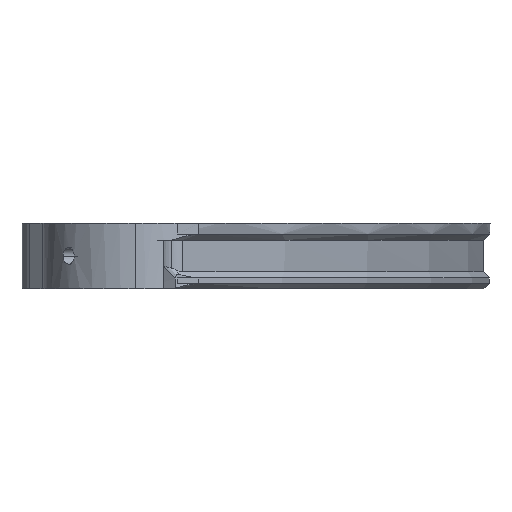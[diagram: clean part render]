
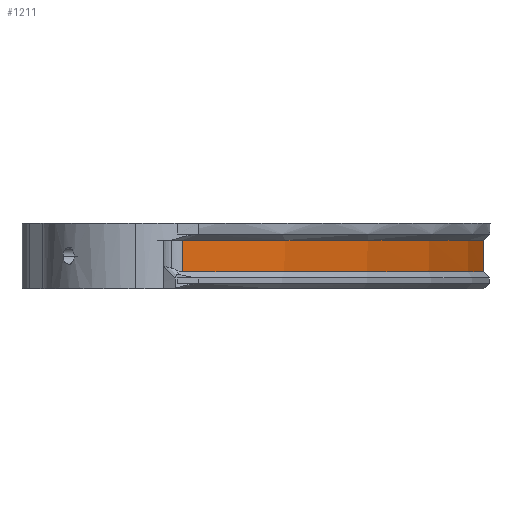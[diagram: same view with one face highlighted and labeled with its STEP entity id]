
A CAD part, front view. The second image highlights one B-rep face of the part: STEP entity #1211.
In plain terms, the highlighted cylindrical face has radius 178.9 mm (diameter 357.8 mm), a partial arc.
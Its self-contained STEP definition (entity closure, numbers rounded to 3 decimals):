
#64 = CARTESIAN_POINT ( 'NONE',  ( 108.454, 138.764, -3.584 ) ) ;
#300 = VERTEX_POINT ( 'NONE', #1432 ) ;
#356 = LINE ( 'NONE', #3326, #1962 ) ;
#376 = ORIENTED_EDGE ( 'NONE', *, *, #4083, .T. ) ;
#452 = EDGE_LOOP ( 'NONE', ( #2699, #376, #1689, #818, #2436, #4092 ) ) ;
#501 = DIRECTION ( 'NONE',  ( 0., 1., 0. ) ) ;
#594 = CARTESIAN_POINT ( 'NONE',  ( 0., -3.513, 1.416 ) ) ;
#621 = EDGE_CURVE ( 'NONE', #300, #3924, #3839, .T. ) ;
#648 = AXIS2_PLACEMENT_3D ( 'NONE', #594, #962, #1676 ) ;
#713 = FACE_OUTER_BOUND ( 'NONE', #452, .T. ) ;
#798 = CARTESIAN_POINT ( 'NONE',  ( 130.741, 118.601, -1.484 ) ) ;
#818 = ORIENTED_EDGE ( 'NONE', *, *, #2590, .T. ) ;
#825 = DIRECTION ( 'NONE',  ( 0., 0., -1. ) ) ;
#962 = DIRECTION ( 'NONE',  ( 0., 0., -1. ) ) ;
#1167 = CARTESIAN_POINT ( 'NONE',  ( 123.997, -132.471, -3.584 ) ) ;
#1203 = VERTEX_POINT ( 'NONE', #798 ) ;
#1211 = ADVANCED_FACE ( 'NONE', ( #713 ), #1855, .T. ) ;
#1324 = CARTESIAN_POINT ( 'NONE',  ( 0., -3.513, 4.316 ) ) ;
#1346 = CIRCLE ( 'NONE', #648, 178.9 ) ;
#1396 = EDGE_CURVE ( 'NONE', #2410, #300, #3612, .T. ) ;
#1407 = DIRECTION ( 'NONE',  ( 0., 0., 1. ) ) ;
#1432 = CARTESIAN_POINT ( 'NONE',  ( 123.997, -132.471, 4.316 ) ) ;
#1439 = VECTOR ( 'NONE', #1407, 1000. ) ;
#1452 = AXIS2_PLACEMENT_3D ( 'NONE', #2910, #4223, #1470 ) ;
#1470 = DIRECTION ( 'NONE',  ( 0., 1., 0. ) ) ;
#1562 = EDGE_CURVE ( 'NONE', #4066, #4282, #1346, .T. ) ;
#1567 = AXIS2_PLACEMENT_3D ( 'NONE', #3868, #825, #501 ) ;
#1619 = CARTESIAN_POINT ( 'NONE',  ( 108.454, 138.764, 1.416 ) ) ;
#1676 = DIRECTION ( 'NONE',  ( 0., 1., 0. ) ) ;
#1689 = ORIENTED_EDGE ( 'NONE', *, *, #1562, .F. ) ;
#1855 = CYLINDRICAL_SURFACE ( 'NONE', #1567, 178.9 ) ;
#1959 = DIRECTION ( 'NONE',  ( 0., 1., 0. ) ) ;
#1962 = VECTOR ( 'NONE', #1996, 1000. ) ;
#1996 = DIRECTION ( 'NONE',  ( 0., 0., 1. ) ) ;
#2148 = CARTESIAN_POINT ( 'NONE',  ( 130.741, 118.601, 1.416 ) ) ;
#2410 = VERTEX_POINT ( 'NONE', #2689 ) ;
#2436 = ORIENTED_EDGE ( 'NONE', *, *, #621, .F. ) ;
#2590 = EDGE_CURVE ( 'NONE', #4066, #3924, #3426, .T. ) ;
#2689 = CARTESIAN_POINT ( 'NONE',  ( 123.997, -132.471, -1.484 ) ) ;
#2699 = ORIENTED_EDGE ( 'NONE', *, *, #3660, .T. ) ;
#2910 = CARTESIAN_POINT ( 'NONE',  ( 0., -3.513, -1.484 ) ) ;
#3125 = VECTOR ( 'NONE', #3964, 1000. ) ;
#3286 = DIRECTION ( 'NONE',  ( 0., 0., 1. ) ) ;
#3326 = CARTESIAN_POINT ( 'NONE',  ( 130.741, 118.601, -3.584 ) ) ;
#3426 = LINE ( 'NONE', #64, #1439 ) ;
#3612 = LINE ( 'NONE', #1167, #3125 ) ;
#3660 = EDGE_CURVE ( 'NONE', #2410, #1203, #4287, .T. ) ;
#3789 = CARTESIAN_POINT ( 'NONE',  ( 108.454, 138.764, 4.316 ) ) ;
#3839 = CIRCLE ( 'NONE', #4192, 178.9 ) ;
#3868 = CARTESIAN_POINT ( 'NONE',  ( 0., -3.513, -3.584 ) ) ;
#3924 = VERTEX_POINT ( 'NONE', #3789 ) ;
#3964 = DIRECTION ( 'NONE',  ( 0., 0., 1. ) ) ;
#4066 = VERTEX_POINT ( 'NONE', #1619 ) ;
#4083 = EDGE_CURVE ( 'NONE', #1203, #4282, #356, .T. ) ;
#4092 = ORIENTED_EDGE ( 'NONE', *, *, #1396, .F. ) ;
#4192 = AXIS2_PLACEMENT_3D ( 'NONE', #1324, #3286, #1959 ) ;
#4223 = DIRECTION ( 'NONE',  ( 0., 0., 1. ) ) ;
#4282 = VERTEX_POINT ( 'NONE', #2148 ) ;
#4287 = CIRCLE ( 'NONE', #1452, 178.9 ) ;
